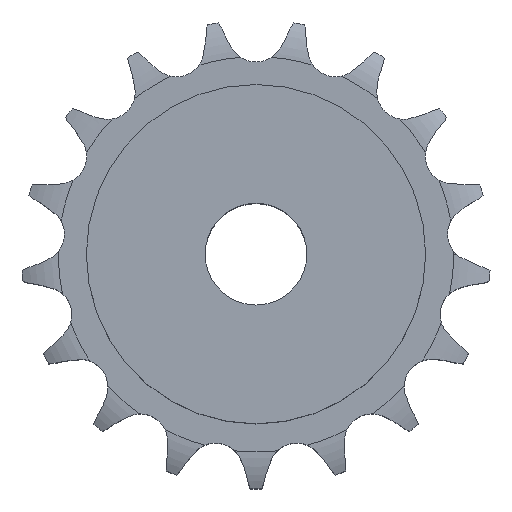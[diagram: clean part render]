
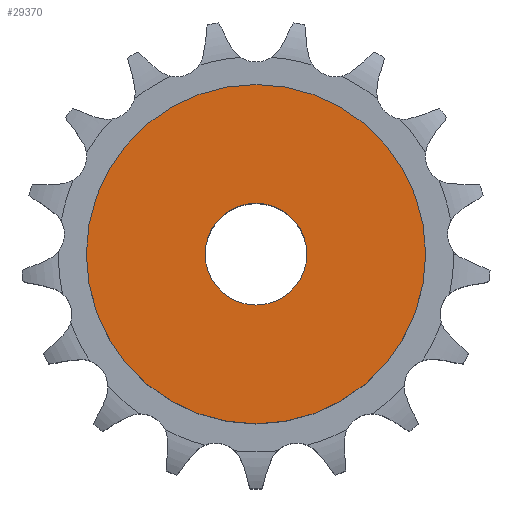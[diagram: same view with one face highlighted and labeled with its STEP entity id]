
A CAD part, top view. The second image highlights one B-rep face of the part: STEP entity #29370.
In plain terms, the highlighted planar face has unit normal (0, 0, 1).
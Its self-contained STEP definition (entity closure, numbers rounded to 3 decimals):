
#15784 = CYLINDRICAL_SURFACE('',#15785,6.);
#15785 = AXIS2_PLACEMENT_3D('',#15786,#15787,#15788);
#15786 = CARTESIAN_POINT('',(0.,0.,92.361));
#15787 = DIRECTION('',(0.,0.,1.));
#15788 = DIRECTION('',(1.,0.,0.));
#20153 = EDGE_CURVE('',#20154,#20154,#20156,.T.);
#20154 = VERTEX_POINT('',#20155);
#20155 = CARTESIAN_POINT('',(6.,0.,30.));
#20156 = SURFACE_CURVE('',#20157,(#20162,#20169),.PCURVE_S1.);
#20157 = CIRCLE('',#20158,6.);
#20158 = AXIS2_PLACEMENT_3D('',#20159,#20160,#20161);
#20159 = CARTESIAN_POINT('',(0.,0.,30.));
#20160 = DIRECTION('',(0.,0.,1.));
#20161 = DIRECTION('',(1.,0.,0.));
#20162 = PCURVE('',#15784,#20163);
#20163 = DEFINITIONAL_REPRESENTATION('',(#20164),#20168);
#20164 = LINE('',#20165,#20166);
#20165 = CARTESIAN_POINT('',(0.,-62.361));
#20166 = VECTOR('',#20167,1.);
#20167 = DIRECTION('',(1.,0.));
#20168 = ( GEOMETRIC_REPRESENTATION_CONTEXT(2) 
PARAMETRIC_REPRESENTATION_CONTEXT() REPRESENTATION_CONTEXT('2D SPACE',''
  ) );
#20169 = PCURVE('',#20170,#20175);
#20170 = PLANE('',#20171);
#20171 = AXIS2_PLACEMENT_3D('',#20172,#20173,#20174);
#20172 = CARTESIAN_POINT('',(0.,0.,30.)
  );
#20173 = DIRECTION('',(0.,0.,1.));
#20174 = DIRECTION('',(1.,0.,0.));
#20175 = DEFINITIONAL_REPRESENTATION('',(#20176),#20180);
#20176 = CIRCLE('',#20177,6.);
#20177 = AXIS2_PLACEMENT_2D('',#20178,#20179);
#20178 = CARTESIAN_POINT('',(0.,0.));
#20179 = DIRECTION('',(1.,0.));
#20180 = ( GEOMETRIC_REPRESENTATION_CONTEXT(2) 
PARAMETRIC_REPRESENTATION_CONTEXT() REPRESENTATION_CONTEXT('2D SPACE',''
  ) );
#29370 = ADVANCED_FACE('',(#29371,#29402),#20170,.T.);
#29371 = FACE_BOUND('',#29372,.T.);
#29372 = EDGE_LOOP('',(#29373));
#29373 = ORIENTED_EDGE('',*,*,#29374,.T.);
#29374 = EDGE_CURVE('',#29375,#29375,#29377,.T.);
#29375 = VERTEX_POINT('',#29376);
#29376 = CARTESIAN_POINT('',(20.,0.,30.));
#29377 = SURFACE_CURVE('',#29378,(#29383,#29390),.PCURVE_S1.);
#29378 = CIRCLE('',#29379,20.);
#29379 = AXIS2_PLACEMENT_3D('',#29380,#29381,#29382);
#29380 = CARTESIAN_POINT('',(0.,0.,30.));
#29381 = DIRECTION('',(0.,0.,1.));
#29382 = DIRECTION('',(1.,0.,0.));
#29383 = PCURVE('',#20170,#29384);
#29384 = DEFINITIONAL_REPRESENTATION('',(#29385),#29389);
#29385 = CIRCLE('',#29386,20.);
#29386 = AXIS2_PLACEMENT_2D('',#29387,#29388);
#29387 = CARTESIAN_POINT('',(0.,0.));
#29388 = DIRECTION('',(1.,0.));
#29389 = ( GEOMETRIC_REPRESENTATION_CONTEXT(2) 
PARAMETRIC_REPRESENTATION_CONTEXT() REPRESENTATION_CONTEXT('2D SPACE',''
  ) );
#29390 = PCURVE('',#29391,#29396);
#29391 = CYLINDRICAL_SURFACE('',#29392,20.);
#29392 = AXIS2_PLACEMENT_3D('',#29393,#29394,#29395);
#29393 = CARTESIAN_POINT('',(0.,0.,0.));
#29394 = DIRECTION('',(-0.,-0.,-1.));
#29395 = DIRECTION('',(1.,0.,0.));
#29396 = DEFINITIONAL_REPRESENTATION('',(#29397),#29401);
#29397 = LINE('',#29398,#29399);
#29398 = CARTESIAN_POINT('',(-0.,-30.));
#29399 = VECTOR('',#29400,1.);
#29400 = DIRECTION('',(-1.,0.));
#29401 = ( GEOMETRIC_REPRESENTATION_CONTEXT(2) 
PARAMETRIC_REPRESENTATION_CONTEXT() REPRESENTATION_CONTEXT('2D SPACE',''
  ) );
#29402 = FACE_BOUND('',#29403,.T.);
#29403 = EDGE_LOOP('',(#29404));
#29404 = ORIENTED_EDGE('',*,*,#20153,.F.);
